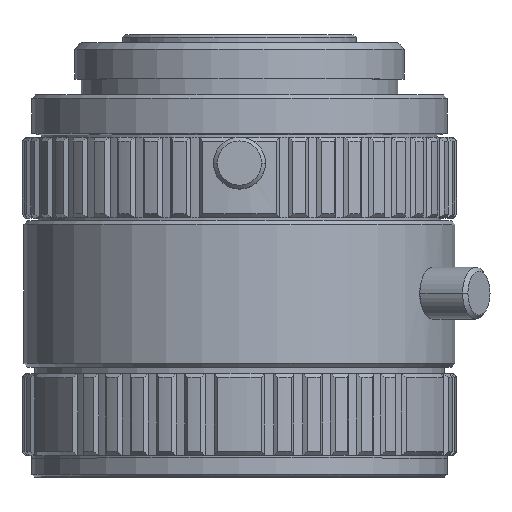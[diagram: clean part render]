
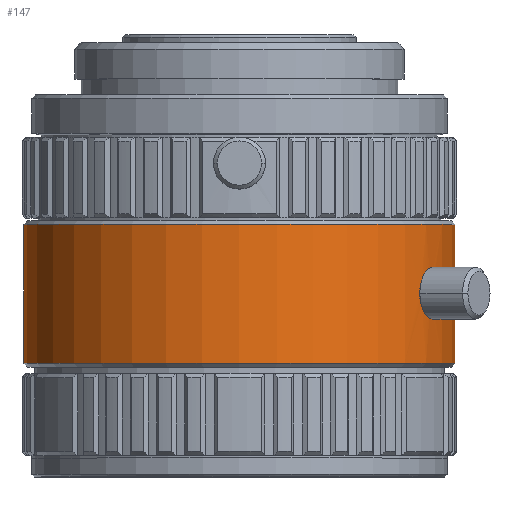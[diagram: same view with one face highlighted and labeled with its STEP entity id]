
A CAD part, top view. The second image highlights one B-rep face of the part: STEP entity #147.
In plain terms, the highlighted cylindrical face has radius 16.6 mm (diameter 33.2 mm), a partial arc.
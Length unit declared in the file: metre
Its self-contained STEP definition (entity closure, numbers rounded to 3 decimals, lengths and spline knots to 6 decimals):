
#147=ADVANCED_FACE('0:140',(#1319,#1320),#1321,.T.);
#1319=FACE_BOUND('',#3678,.T.);
#1320=FACE_OUTER_BOUND('',#3679,.T.);
#1321=CYLINDRICAL_SURFACE('',#3680,0.0166);
#3678=EDGE_LOOP('',(#6116,#6117));
#3679=EDGE_LOOP('',(#6118,#6119,#6120,#6121));
#3680=AXIS2_PLACEMENT_3D('',#6122,#6123,#6124);
#6116=ORIENTED_EDGE('',*,*,#14752,.F.);
#6117=ORIENTED_EDGE('',*,*,#14753,.F.);
#6118=ORIENTED_EDGE('',*,*,#14754,.F.);
#6119=ORIENTED_EDGE('',*,*,#14755,.T.);
#6120=ORIENTED_EDGE('',*,*,#14756,.F.);
#6121=ORIENTED_EDGE('',*,*,#14751,.F.);
#6122=CARTESIAN_POINT('',(0.0,-0.000026,0.));
#6123=DIRECTION('',(0.,1.0,0.0));
#6124=DIRECTION('',(1.0,0.,0.0));
#14751=EDGE_CURVE('0:1772',#17425,#17421,#17427,.T.);
#14752=EDGE_CURVE('0:1625',#17428,#17429,#17430,.T.);
#14753=EDGE_CURVE('0:1625',#17429,#17428,#17431,.T.);
#14754=EDGE_CURVE('',#17432,#17425,#17433,.T.);
#14755=EDGE_CURVE('0:1769',#17432,#17434,#17435,.T.);
#14756=EDGE_CURVE('',#17421,#17434,#17436,.T.);
#17421=VERTEX_POINT('',#21581);
#17425=VERTEX_POINT('NONE',#21586);
#17427=CIRCLE('',#21589,0.0166);
#17428=VERTEX_POINT('NONE',#21590);
#17429=VERTEX_POINT('',#21591);
#17430=B_SPLINE_CURVE_WITH_KNOTS('',3,(#21592,#21593,#21594,#21595,#21596,#21597,#21598,#21599,#21600,#21601,#21602,#21603,#21604,#21605,#21606,#21607,#21608,#21609,#21610,#21611,#21612,#21613,#21614,#21615,#21616,#21617,#21618,#21619,#21620,#21621,#21622),.UNSPECIFIED.,.F.,.F.,(4,3,3,3,3,3,3,3,3,3,4),(0.0,0.062511,0.123894,0.153655,0.221391,0.252494,0.314392,0.372067,0.403837,0.470538,0.500085),.UNSPECIFIED.);
#17431=B_SPLINE_CURVE_WITH_KNOTS('',3,(#21623,#21624,#21625,#21626,#21627,#21628,#21629,#21630,#21631,#21632,#21633,#21634,#21635,#21636,#21637,#21638,#21639,#21640,#21641,#21642,#21643,#21644,#21645,#21646,#21647,#21648,#21649,#21650,#21651,#21652,#21653,#21654,#21655,#21656),.UNSPECIFIED.,.F.,.F.,(4,3,3,3,3,3,3,3,3,3,3,4),(0.500085,0.584985,0.617759,0.64475,0.716139,0.748311,0.780043,0.835667,0.874513,0.902734,0.970022,1.0),.UNSPECIFIED.);
#17432=VERTEX_POINT('NONE',#21657);
#17433=LINE('',#21658,#21659);
#17434=VERTEX_POINT('',#21660);
#17435=CIRCLE('',#21661,0.0166);
#17436=LINE('',#21662,#21663);
#21581=CARTESIAN_POINT('',(-0.0166,-0.038226,0.));
#21586=CARTESIAN_POINT('',(0.0166,-0.038226,0.));
#21589=AXIS2_PLACEMENT_3D('',#26749,#26750,#26751);
#21590=CARTESIAN_POINT('',(0.01385,-0.032826,0.009151));
#21591=CARTESIAN_POINT('',(0.01485,-0.032826,0.007419));
#21592=CARTESIAN_POINT('',(0.01385,-0.032826,0.009151));
#21593=CARTESIAN_POINT('',(0.01385,-0.032914,0.009151));
#21594=CARTESIAN_POINT('',(0.013856,-0.033024,0.009142));
#21595=CARTESIAN_POINT('',(0.013879,-0.033148,0.009106));
#21596=CARTESIAN_POINT('',(0.013902,-0.03327,0.009072));
#21597=CARTESIAN_POINT('',(0.013942,-0.033405,0.009011));
#21598=CARTESIAN_POINT('',(0.014006,-0.033527,0.00891));
#21599=CARTESIAN_POINT('',(0.014037,-0.033585,0.008862));
#21600=CARTESIAN_POINT('',(0.01407,-0.033634,0.008809));
#21601=CARTESIAN_POINT('',(0.014103,-0.033673,0.008756));
#21602=CARTESIAN_POINT('',(0.014178,-0.033762,0.008636));
#21603=CARTESIAN_POINT('',(0.01425,-0.033801,0.008516));
#21604=CARTESIAN_POINT('',(0.014308,-0.033817,0.008416));
#21605=CARTESIAN_POINT('',(0.014335,-0.033824,0.00837));
#21606=CARTESIAN_POINT('',(0.014359,-0.033826,0.00833));
#21607=CARTESIAN_POINT('',(0.014381,-0.033826,0.008291));
#21608=CARTESIAN_POINT('',(0.014425,-0.033825,0.008214));
#21609=CARTESIAN_POINT('',(0.01448,-0.033813,0.008118));
#21610=CARTESIAN_POINT('',(0.01454,-0.033769,0.00801));
#21611=CARTESIAN_POINT('',(0.014595,-0.033728,0.007909));
#21612=CARTESIAN_POINT('',(0.014655,-0.03366,0.007798));
#21613=CARTESIAN_POINT('',(0.014708,-0.03355,0.007696));
#21614=CARTESIAN_POINT('',(0.014738,-0.03349,0.00764));
#21615=CARTESIAN_POINT('',(0.014762,-0.033423,0.007592));
#21616=CARTESIAN_POINT('',(0.014781,-0.033356,0.007555));
#21617=CARTESIAN_POINT('',(0.014821,-0.033217,0.007477));
#21618=CARTESIAN_POINT('',(0.014838,-0.033079,0.007442));
#21619=CARTESIAN_POINT('',(0.014846,-0.032964,0.007428));
#21620=CARTESIAN_POINT('',(0.014849,-0.032914,0.007421));
#21621=CARTESIAN_POINT('',(0.01485,-0.032867,0.007419));
#21622=CARTESIAN_POINT('',(0.01485,-0.032826,0.007419));
#21623=CARTESIAN_POINT('',(0.01485,-0.032826,0.007419));
#21624=CARTESIAN_POINT('',(0.01485,-0.032707,0.007419));
#21625=CARTESIAN_POINT('',(0.014841,-0.032544,0.007437));
#21626=CARTESIAN_POINT('',(0.0148,-0.032367,0.007519));
#21627=CARTESIAN_POINT('',(0.014784,-0.032298,0.00755));
#21628=CARTESIAN_POINT('',(0.014763,-0.032229,0.007591));
#21629=CARTESIAN_POINT('',(0.014736,-0.032163,0.007643));
#21630=CARTESIAN_POINT('',(0.014713,-0.032108,0.007686));
#21631=CARTESIAN_POINT('',(0.014687,-0.032057,0.007736));
#21632=CARTESIAN_POINT('',(0.014661,-0.032017,0.007786));
#21633=CARTESIAN_POINT('',(0.014591,-0.031909,0.007917));
#21634=CARTESIAN_POINT('',(0.014518,-0.03186,0.00805));
#21635=CARTESIAN_POINT('',(0.014456,-0.031839,0.008159));
#21636=CARTESIAN_POINT('',(0.014429,-0.03183,0.008208));
#21637=CARTESIAN_POINT('',(0.014403,-0.031826,0.008253));
#21638=CARTESIAN_POINT('',(0.01438,-0.031826,0.008293));
#21639=CARTESIAN_POINT('',(0.014358,-0.031826,0.008332));
#21640=CARTESIAN_POINT('',(0.014333,-0.031828,0.008374));
#21641=CARTESIAN_POINT('',(0.014305,-0.031836,0.008421));
#21642=CARTESIAN_POINT('',(0.014257,-0.031849,0.008504));
#21643=CARTESIAN_POINT('',(0.014199,-0.031879,0.008599));
#21644=CARTESIAN_POINT('',(0.014139,-0.03194,0.008698));
#21645=CARTESIAN_POINT('',(0.014096,-0.031982,0.008767));
#21646=CARTESIAN_POINT('',(0.014053,-0.032039,0.008837));
#21647=CARTESIAN_POINT('',(0.014011,-0.032115,0.008902));
#21648=CARTESIAN_POINT('',(0.013981,-0.032171,0.008949));
#21649=CARTESIAN_POINT('',(0.013956,-0.03223,0.008988));
#21650=CARTESIAN_POINT('',(0.013936,-0.032289,0.00902));
#21651=CARTESIAN_POINT('',(0.013887,-0.03243,0.009095));
#21652=CARTESIAN_POINT('',(0.013864,-0.03257,0.009129));
#21653=CARTESIAN_POINT('',(0.013855,-0.032685,0.009143));
#21654=CARTESIAN_POINT('',(0.013851,-0.032737,0.009149));
#21655=CARTESIAN_POINT('',(0.01385,-0.032784,0.009151));
#21656=CARTESIAN_POINT('',(0.01385,-0.032826,0.009151));
#21657=CARTESIAN_POINT('',(0.0166,-0.027526,0.));
#21658=CARTESIAN_POINT('',(0.0166,-0.032876,0.));
#21659=VECTOR('',#26752,1.0);
#21660=CARTESIAN_POINT('',(-0.0166,-0.027526,0.));
#21661=AXIS2_PLACEMENT_3D('',#26753,#26754,#26755);
#21662=CARTESIAN_POINT('',(-0.0166,-0.032876,0.));
#21663=VECTOR('',#26756,1.0);
#26749=CARTESIAN_POINT('',(0.,-0.038226,0.));
#26750=DIRECTION('',(0.0,-1.0,0.0));
#26751=DIRECTION('',(1.0,0.0,0.0));
#26752=DIRECTION('',(0.,-1.0,0.0));
#26753=CARTESIAN_POINT('',(0.,-0.027526,0.));
#26754=DIRECTION('',(0.0,-1.0,0.0));
#26755=DIRECTION('',(1.0,0.0,0.0));
#26756=DIRECTION('',(0.,1.0,0.0));
